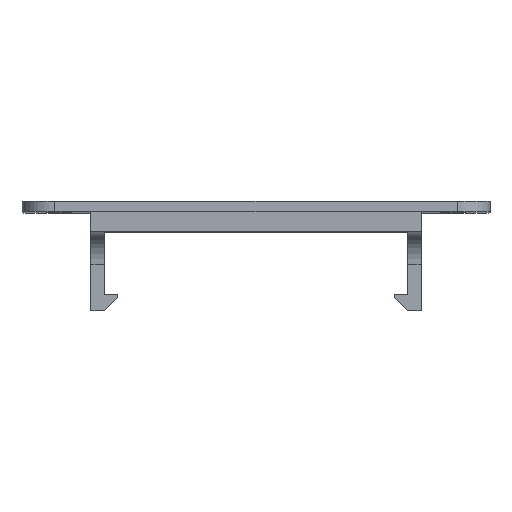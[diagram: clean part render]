
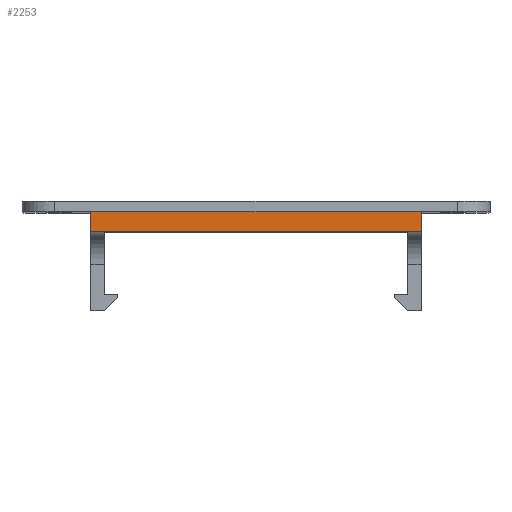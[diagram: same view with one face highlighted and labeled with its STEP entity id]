
A CAD part, top view. The second image highlights one B-rep face of the part: STEP entity #2253.
In plain terms, the highlighted planar face has unit normal (0, 0, 1).
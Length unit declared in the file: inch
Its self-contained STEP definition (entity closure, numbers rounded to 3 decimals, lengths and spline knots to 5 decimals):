
#81=PLANE('',#2394);
#192=FACE_OUTER_BOUND('',#321,.T.);
#321=EDGE_LOOP('',(#1849,#1850,#1851,#1852));
#428=LINE('',#3079,#732);
#575=LINE('',#3395,#879);
#576=LINE('',#3398,#880);
#577=LINE('',#3399,#881);
#732=VECTOR('',#2503,0.3937);
#879=VECTOR('',#2746,0.3937);
#880=VECTOR('',#2749,0.3937);
#881=VECTOR('',#2750,0.3937);
#1055=VERTEX_POINT('',#3076);
#1056=VERTEX_POINT('',#3078);
#1177=VERTEX_POINT('',#3393);
#1178=VERTEX_POINT('',#3397);
#1270=EDGE_CURVE('',#1055,#1056,#428,.T.);
#1428=EDGE_CURVE('',#1055,#1177,#575,.T.);
#1429=EDGE_CURVE('',#1178,#1177,#576,.T.);
#1430=EDGE_CURVE('',#1056,#1178,#577,.T.);
#1849=ORIENTED_EDGE('',*,*,#1270,.F.);
#1850=ORIENTED_EDGE('',*,*,#1428,.T.);
#1851=ORIENTED_EDGE('',*,*,#1429,.F.);
#1852=ORIENTED_EDGE('',*,*,#1430,.F.);
#2253=ADVANCED_FACE('',(#192),#81,.T.);
#2394=AXIS2_PLACEMENT_3D('',#3396,#2747,#2748);
#2503=DIRECTION('',(1.,0.,0.));
#2746=DIRECTION('',(0.,-1.,0.));
#2747=DIRECTION('center_axis',(0.,0.,1.));
#2748=DIRECTION('ref_axis',(-1.,0.,0.));
#2749=DIRECTION('',(-1.,0.,0.));
#2750=DIRECTION('',(0.,-1.,0.));
#3076=CARTESIAN_POINT('',(-0.1,0.,5.6));
#3078=CARTESIAN_POINT('',(2.4125,0.,5.6));
#3079=CARTESIAN_POINT('',(1.78438,0.,5.6));
#3393=CARTESIAN_POINT('',(-0.1,-0.15,5.6));
#3395=CARTESIAN_POINT('',(-0.1,0.,5.6));
#3396=CARTESIAN_POINT('Origin',(2.4125,0.,5.6));
#3397=CARTESIAN_POINT('',(2.4125,-0.15,5.6));
#3398=CARTESIAN_POINT('',(2.4125,-0.15,5.6));
#3399=CARTESIAN_POINT('',(2.4125,0.,5.6));
